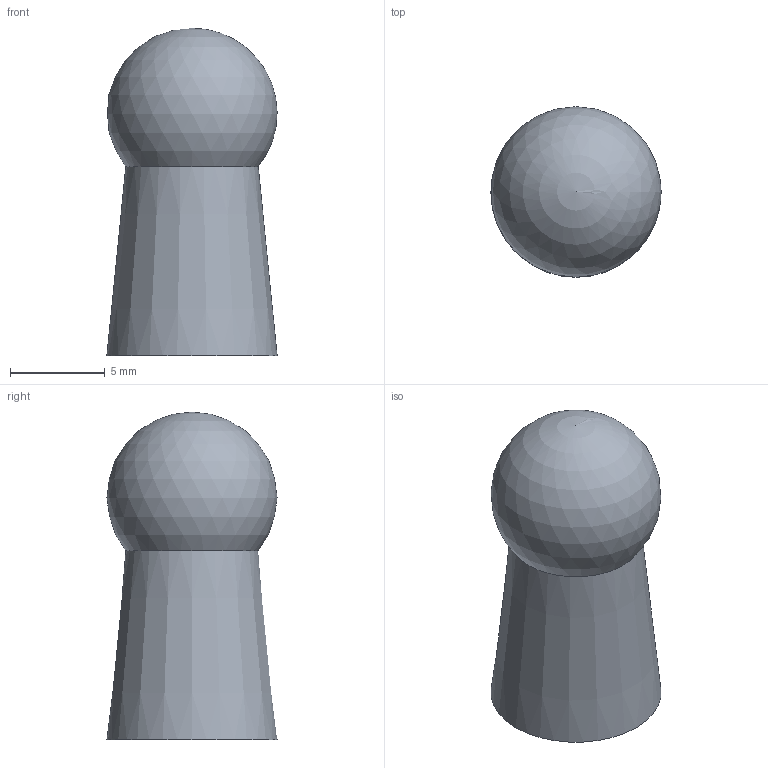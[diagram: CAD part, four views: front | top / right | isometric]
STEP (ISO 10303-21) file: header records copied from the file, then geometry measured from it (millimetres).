
FILE_DESCRIPTION(('FreeCAD Model'),'2;1');
FILE_NAME('servo-screw-cover.step' ,'2015-01-12T13:49:53',('FreeCAD'),('FreeCAD'), 'Open CASCADE STEP processor 6.7','FreeCAD','Unknown');
FILE_SCHEMA(('AUTOMOTIVE_DESIGN_CC2 { 1 2 10303 214 -1 1 5 4 }'));
Length unit declared in the file: millimetre
Products named in the file (1): servo-screw-cover
Bounding box: 9 x 9 x 17.33 mm (x, y, z)
Volume: 790.8 mm3; surface area: 611.4 mm2
Topology: 1 solids, 1 shells, 5 faces, 8 edges, 5 vertices
Faces by surface type: plane 2, cone 1, sphere 1, cylinder 1
Full cylindrical faces by diameter (mm): 2.8 x1
Entity records: 226 total; most frequent: DIRECTION 38, CARTESIAN_POINT 32, ORIENTED_EDGE 14, PCURVE 14, DEFINITIONAL_REPRESENTATION 14, LINE 13, VECTOR 13, AXIS2_PLACEMENT_3D 11
